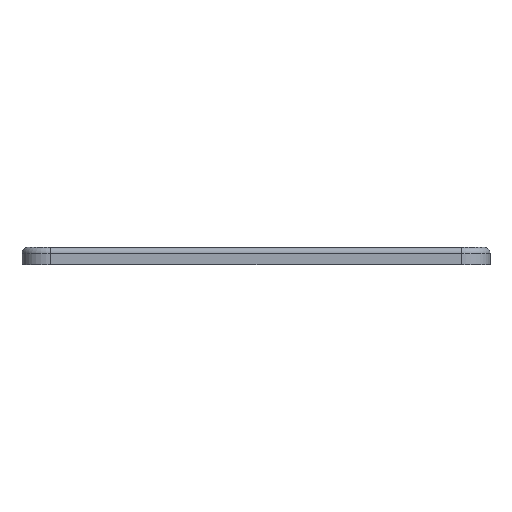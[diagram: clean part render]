
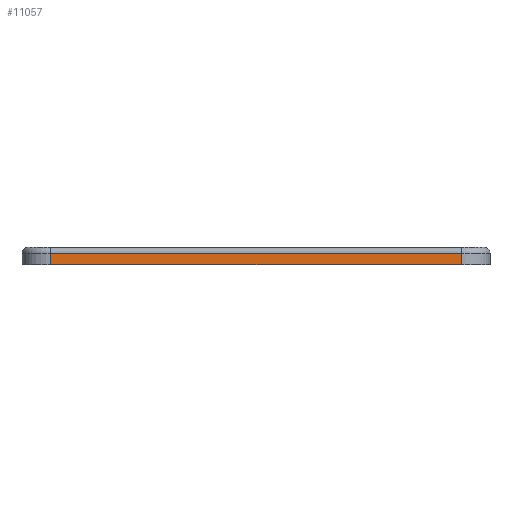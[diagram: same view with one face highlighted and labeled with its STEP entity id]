
A CAD part, front view. The second image highlights one B-rep face of the part: STEP entity #11057.
In plain terms, the highlighted planar face has unit normal (0, -1, 0).
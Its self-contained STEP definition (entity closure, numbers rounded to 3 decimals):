
#351=PLANE('',#11358);
#940=FACE_OUTER_BOUND('',#1588,.T.);
#1588=EDGE_LOOP('',(#10092,#10093,#10094,#10095));
#2501=LINE('',#21894,#3427);
#2511=LINE('',#21933,#3437);
#2512=LINE('',#21937,#3438);
#2516=LINE('',#21955,#3442);
#3427=VECTOR('',#12773,10.);
#3437=VECTOR('',#12821,10.);
#3438=VECTOR('',#12826,10.);
#3442=VECTOR('',#12844,10.);
#5198=VERTEX_POINT('',#21888);
#5199=VERTEX_POINT('',#21892);
#5209=VERTEX_POINT('',#21932);
#5210=VERTEX_POINT('',#21936);
#6817=EDGE_CURVE('',#5199,#5198,#2501,.T.);
#6836=EDGE_CURVE('',#5198,#5209,#2511,.T.);
#6838=EDGE_CURVE('',#5209,#5210,#2512,.T.);
#6848=EDGE_CURVE('',#5210,#5199,#2516,.T.);
#10092=ORIENTED_EDGE('',*,*,#6817,.F.);
#10093=ORIENTED_EDGE('',*,*,#6848,.F.);
#10094=ORIENTED_EDGE('',*,*,#6838,.F.);
#10095=ORIENTED_EDGE('',*,*,#6836,.F.);
#11057=ADVANCED_FACE('',(#940),#351,.T.);
#11358=AXIS2_PLACEMENT_3D('',#21954,#12842,#12843);
#12773=DIRECTION('',(1.,0.,0.));
#12821=DIRECTION('',(0.,0.,-1.));
#12826=DIRECTION('',(-1.,0.,0.));
#12842=DIRECTION('center_axis',(0.,-1.,0.));
#12843=DIRECTION('ref_axis',(1.,0.,0.));
#12844=DIRECTION('',(0.,0.,1.));
#21888=CARTESIAN_POINT('',(64.794,-50.028,2.));
#21892=CARTESIAN_POINT('',(-6.674,-50.028,2.));
#21894=CARTESIAN_POINT('',(8.693,-50.028,2.));
#21932=CARTESIAN_POINT('',(64.794,-50.028,0.));
#21933=CARTESIAN_POINT('',(64.794,-50.028,0.));
#21936=CARTESIAN_POINT('',(-6.674,-50.028,0.));
#21937=CARTESIAN_POINT('',(69.794,-50.028,0.));
#21954=CARTESIAN_POINT('Origin',(-11.674,-50.028,0.));
#21955=CARTESIAN_POINT('',(-6.674,-50.028,0.));
